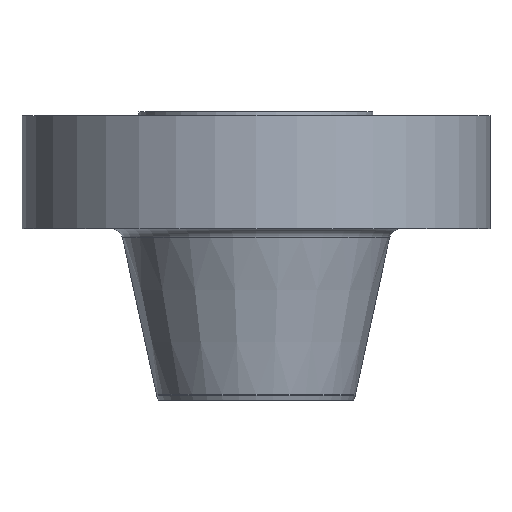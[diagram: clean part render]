
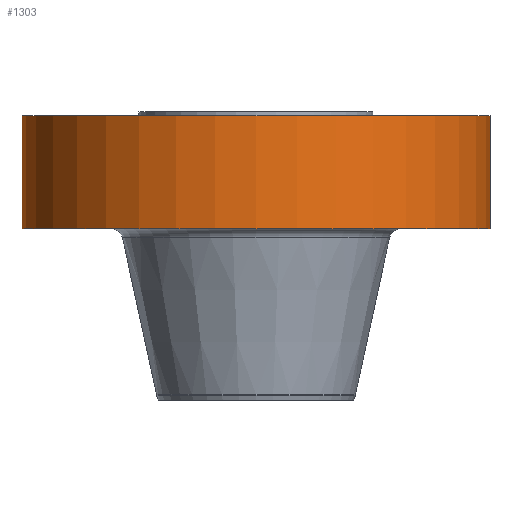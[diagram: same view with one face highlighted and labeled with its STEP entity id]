
A CAD part, front view. The second image highlights one B-rep face of the part: STEP entity #1303.
In plain terms, the highlighted cylindrical face has radius 381 mm (diameter 762 mm), a partial arc.
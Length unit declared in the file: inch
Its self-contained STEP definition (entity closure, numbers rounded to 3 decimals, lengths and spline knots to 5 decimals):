
#4 = CARTESIAN_POINT ( 'NONE',  ( -15., 0., 0. ) ) ;
#16 = LINE ( 'NONE', #932, #454 ) ;
#19 = CARTESIAN_POINT ( 'NONE',  ( -15., 0., -7.5 ) ) ;
#45 = VECTOR ( 'NONE', #777, 39.37008 ) ;
#109 = LINE ( 'NONE', #4, #45 ) ;
#151 = DIRECTION ( 'NONE',  ( 1., 0., 0. ) ) ;
#243 = EDGE_CURVE ( 'NONE', #280, #716, #16, .T. ) ;
#280 = VERTEX_POINT ( 'NONE', #809 ) ;
#292 = CARTESIAN_POINT ( 'NONE',  ( 0., 0., -0.25 ) ) ;
#398 = CARTESIAN_POINT ( 'NONE',  ( 15., 0., -0.25 ) ) ;
#400 = CARTESIAN_POINT ( 'NONE',  ( 0., 0., 0. ) ) ;
#435 = AXIS2_PLACEMENT_3D ( 'NONE', #819, #714, #151 ) ;
#454 = VECTOR ( 'NONE', #1262, 39.37008 ) ;
#484 = CARTESIAN_POINT ( 'NONE',  ( -15., 0., -0.25 ) ) ;
#499 = FACE_OUTER_BOUND ( 'NONE', #937, .T. ) ;
#514 = EDGE_CURVE ( 'NONE', #1197, #763, #109, .T. ) ;
#567 = CIRCLE ( 'NONE', #1109, 15. ) ;
#644 = CIRCLE ( 'NONE', #435, 15. ) ;
#654 = ORIENTED_EDGE ( 'NONE', *, *, #514, .F. ) ;
#705 = DIRECTION ( 'NONE',  ( 1., 0., 0. ) ) ;
#712 = EDGE_CURVE ( 'NONE', #763, #716, #567, .T. ) ;
#714 = DIRECTION ( 'NONE',  ( 0., 0., 1. ) ) ;
#716 = VERTEX_POINT ( 'NONE', #398 ) ;
#763 = VERTEX_POINT ( 'NONE', #484 ) ;
#777 = DIRECTION ( 'NONE',  ( 0., 0., 1. ) ) ;
#809 = CARTESIAN_POINT ( 'NONE',  ( 15., 0., -7.5 ) ) ;
#812 = CYLINDRICAL_SURFACE ( 'NONE', #976, 15. ) ;
#819 = CARTESIAN_POINT ( 'NONE',  ( 0., 0., -7.5 ) ) ;
#847 = DIRECTION ( 'NONE',  ( 1., 0., 0. ) ) ;
#932 = CARTESIAN_POINT ( 'NONE',  ( 15., 0., 0. ) ) ;
#937 = EDGE_LOOP ( 'NONE', ( #654, #1161, #1026, #1167 ) ) ;
#976 = AXIS2_PLACEMENT_3D ( 'NONE', #400, #1261, #847 ) ;
#1026 = ORIENTED_EDGE ( 'NONE', *, *, #243, .T. ) ;
#1109 = AXIS2_PLACEMENT_3D ( 'NONE', #292, #1395, #705 ) ;
#1161 = ORIENTED_EDGE ( 'NONE', *, *, #1281, .T. ) ;
#1167 = ORIENTED_EDGE ( 'NONE', *, *, #712, .F. ) ;
#1197 = VERTEX_POINT ( 'NONE', #19 ) ;
#1261 = DIRECTION ( 'NONE',  ( 0., 0., 1. ) ) ;
#1262 = DIRECTION ( 'NONE',  ( 0., 0., 1. ) ) ;
#1281 = EDGE_CURVE ( 'NONE', #1197, #280, #644, .T. ) ;
#1303 = ADVANCED_FACE ( 'NONE', ( #499 ), #812, .T. ) ;
#1395 = DIRECTION ( 'NONE',  ( 0., 0., 1. ) ) ;
